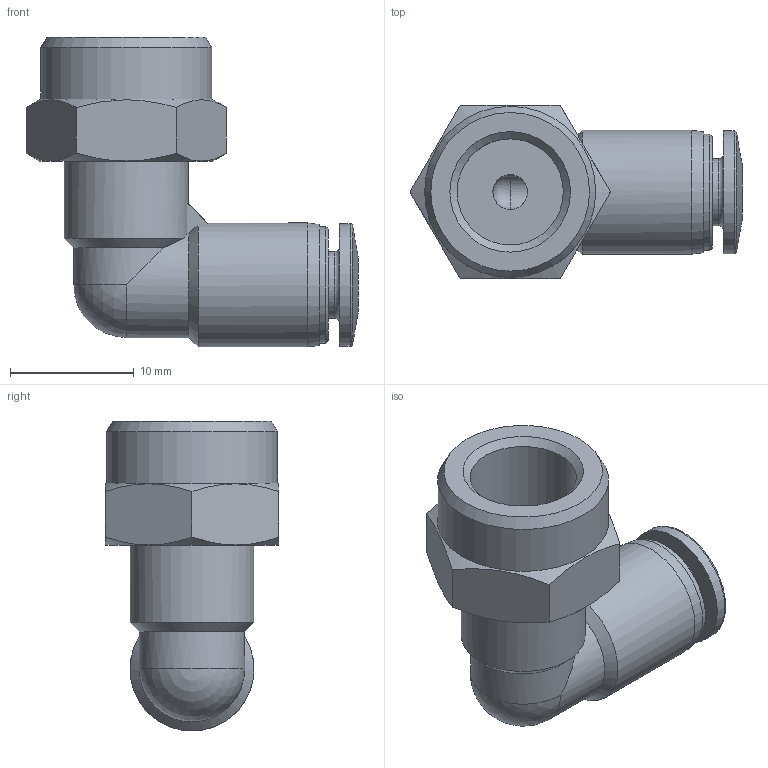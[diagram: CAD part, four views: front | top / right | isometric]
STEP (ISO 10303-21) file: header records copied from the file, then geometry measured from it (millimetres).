
FILE_DESCRIPTION(/* description */ ('STEP AP214'),/* implementation_level */ '2;1');
FILE_NAME(/* name */ '153273_QSLF-1_8-4-B',/* time_stamp */ '2024-09-09T23:37:16+02:00',/* author */ ('License CC BY-ND 4.0'),/* organization */ ('CADENAS'),/* preprocessor_version */ 'ST-DEVELOPER v19.3',/* originating_system */ 'PARTsolutions',/* authorisation */ ' ');
FILE_SCHEMA (('AUTOMOTIVE_DESIGN {1 0 10303 214 3 1 1}'));
Length unit declared in the file: millimetre
Products named in the file (1): 153273 QSLF-1/8-4-B
Bounding box: 26.78 x 14 x 25 mm (x, y, z)
Volume: 2845.9 mm3; surface area: 2187.4 mm2
Topology: 1 solids, 1 shells, 47 faces, 108 edges, 66 vertices
Faces by surface type: plane 16, cone 14, cylinder 12, torus 3, sphere 2
Full cylindrical faces by diameter (mm): 2.8 x2, 4 x1, 5.4 x1, 8.566 x1, 9.4 x1, 9.9 x1, 10 x2, 13.8 x1
Entity records: 1546 total; most frequent: CARTESIAN_POINT 271, DIRECTION 194, ORIENTED_EDGE 160, AXIS2_PLACEMENT_3D 90, EDGE_CURVE 80, EDGE_LOOP 73, FACE_BOUND 73, VERTEX_POINT 59
